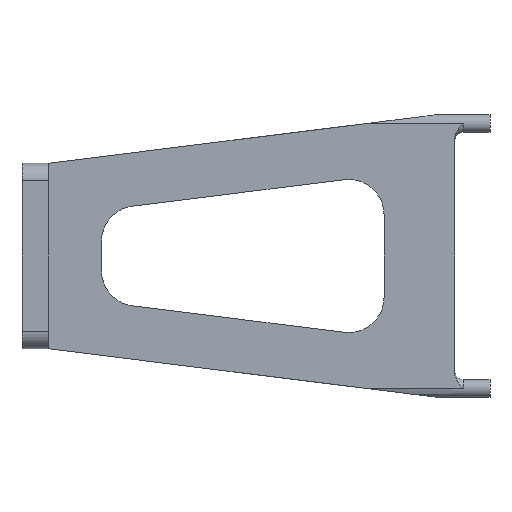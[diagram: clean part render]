
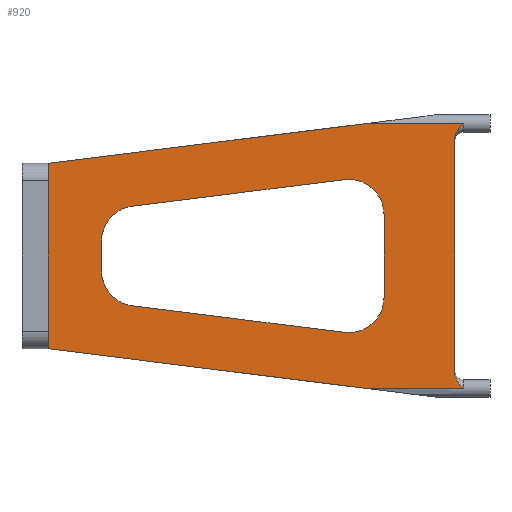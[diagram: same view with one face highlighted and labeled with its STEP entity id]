
A CAD part, left-side view. The second image highlights one B-rep face of the part: STEP entity #920.
In plain terms, the highlighted planar face has unit normal (-1, 0, 0).
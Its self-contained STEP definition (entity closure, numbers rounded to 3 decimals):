
#30=FACE_BOUND('',#320,.T.);
#38=PLANE('',#1001);
#67=LINE('',#1394,#156);
#74=LINE('',#1442,#163);
#77=LINE('',#1447,#166);
#78=LINE('',#1449,#167);
#79=LINE('',#1451,#168);
#80=LINE('',#1453,#169);
#81=LINE('',#1455,#170);
#82=LINE('',#1457,#171);
#83=LINE('',#1459,#172);
#84=LINE('',#1460,#173);
#85=LINE('',#1463,#174);
#86=LINE('',#1467,#175);
#87=LINE('',#1471,#176);
#88=LINE('',#1475,#177);
#156=VECTOR('',#1100,10.);
#163=VECTOR('',#1137,10.);
#166=VECTOR('',#1142,10.);
#167=VECTOR('',#1143,10.);
#168=VECTOR('',#1144,10.);
#169=VECTOR('',#1145,10.);
#170=VECTOR('',#1146,10.);
#171=VECTOR('',#1147,10.);
#172=VECTOR('',#1148,10.);
#173=VECTOR('',#1149,10.);
#174=VECTOR('',#1150,10.);
#175=VECTOR('',#1153,10.);
#176=VECTOR('',#1156,10.);
#177=VECTOR('',#1159,10.);
#268=FACE_OUTER_BOUND('',#319,.T.);
#319=EDGE_LOOP('',(#675,#676,#677,#678,#679,#680,#681,#682,#683,#684,#685,
#686));
#320=EDGE_LOOP('',(#687,#688,#689,#690,#691,#692,#693,#694));
#364=B_SPLINE_CURVE_WITH_KNOTS('',3,(#1377,#1378,#1379,#1380,#1381,#1382),
 .UNSPECIFIED.,.F.,.F.,(4,2,4),(0.506,0.582,0.7),
 .UNSPECIFIED.);
#365=B_SPLINE_CURVE_WITH_KNOTS('',3,(#1402,#1403,#1404,#1405,#1406,#1407),
 .UNSPECIFIED.,.F.,.F.,(4,2,4),(0.,0.118,0.194),
 .UNSPECIFIED.);
#382=CIRCLE('',#1002,4.);
#383=CIRCLE('',#1003,4.);
#384=CIRCLE('',#1004,4.);
#385=CIRCLE('',#1005,4.);
#405=VERTEX_POINT('',#1375);
#406=VERTEX_POINT('',#1376);
#410=VERTEX_POINT('',#1392);
#413=VERTEX_POINT('',#1400);
#423=VERTEX_POINT('',#1439);
#424=VERTEX_POINT('',#1441);
#426=VERTEX_POINT('',#1448);
#427=VERTEX_POINT('',#1450);
#428=VERTEX_POINT('',#1452);
#429=VERTEX_POINT('',#1454);
#430=VERTEX_POINT('',#1456);
#431=VERTEX_POINT('',#1458);
#432=VERTEX_POINT('',#1461);
#433=VERTEX_POINT('',#1462);
#434=VERTEX_POINT('',#1464);
#435=VERTEX_POINT('',#1466);
#436=VERTEX_POINT('',#1468);
#437=VERTEX_POINT('',#1470);
#438=VERTEX_POINT('',#1472);
#439=VERTEX_POINT('',#1474);
#496=EDGE_CURVE('',#405,#406,#364,.T.);
#503=EDGE_CURVE('',#405,#410,#67,.T.);
#507=EDGE_CURVE('',#413,#410,#365,.T.);
#521=EDGE_CURVE('',#424,#423,#74,.T.);
#524=EDGE_CURVE('',#406,#423,#77,.T.);
#525=EDGE_CURVE('',#426,#413,#78,.T.);
#526=EDGE_CURVE('',#426,#427,#79,.T.);
#527=EDGE_CURVE('',#428,#427,#80,.T.);
#528=EDGE_CURVE('',#429,#428,#81,.T.);
#529=EDGE_CURVE('',#430,#429,#82,.T.);
#530=EDGE_CURVE('',#430,#431,#83,.T.);
#531=EDGE_CURVE('',#424,#431,#84,.T.);
#532=EDGE_CURVE('',#432,#433,#85,.T.);
#533=EDGE_CURVE('',#434,#433,#382,.T.);
#534=EDGE_CURVE('',#434,#435,#86,.T.);
#535=EDGE_CURVE('',#436,#435,#383,.T.);
#536=EDGE_CURVE('',#436,#437,#87,.T.);
#537=EDGE_CURVE('',#438,#437,#384,.T.);
#538=EDGE_CURVE('',#438,#439,#88,.T.);
#539=EDGE_CURVE('',#432,#439,#385,.T.);
#675=ORIENTED_EDGE('',*,*,#524,.F.);
#676=ORIENTED_EDGE('',*,*,#496,.F.);
#677=ORIENTED_EDGE('',*,*,#503,.T.);
#678=ORIENTED_EDGE('',*,*,#507,.F.);
#679=ORIENTED_EDGE('',*,*,#525,.F.);
#680=ORIENTED_EDGE('',*,*,#526,.T.);
#681=ORIENTED_EDGE('',*,*,#527,.F.);
#682=ORIENTED_EDGE('',*,*,#528,.F.);
#683=ORIENTED_EDGE('',*,*,#529,.F.);
#684=ORIENTED_EDGE('',*,*,#530,.T.);
#685=ORIENTED_EDGE('',*,*,#531,.F.);
#686=ORIENTED_EDGE('',*,*,#521,.T.);
#687=ORIENTED_EDGE('',*,*,#532,.T.);
#688=ORIENTED_EDGE('',*,*,#533,.F.);
#689=ORIENTED_EDGE('',*,*,#534,.T.);
#690=ORIENTED_EDGE('',*,*,#535,.F.);
#691=ORIENTED_EDGE('',*,*,#536,.T.);
#692=ORIENTED_EDGE('',*,*,#537,.F.);
#693=ORIENTED_EDGE('',*,*,#538,.T.);
#694=ORIENTED_EDGE('',*,*,#539,.F.);
#920=ADVANCED_FACE('',(#268,#30),#38,.T.);
#1001=AXIS2_PLACEMENT_3D('',#1446,#1140,#1141);
#1002=AXIS2_PLACEMENT_3D('',#1465,#1151,#1152);
#1003=AXIS2_PLACEMENT_3D('',#1469,#1154,#1155);
#1004=AXIS2_PLACEMENT_3D('',#1473,#1157,#1158);
#1005=AXIS2_PLACEMENT_3D('',#1476,#1160,#1161);
#1100=DIRECTION('',(0.,0.,1.));
#1137=DIRECTION('',(0.,-0.992,-0.124));
#1140=DIRECTION('center_axis',(-1.,0.,0.));
#1141=DIRECTION('ref_axis',(0.,-1.,0.));
#1142=DIRECTION('',(0.,1.,0.));
#1143=DIRECTION('',(0.,-1.,0.));
#1144=DIRECTION('',(0.,0.992,-0.124));
#1145=DIRECTION('',(0.,0.,1.));
#1146=DIRECTION('',(0.,-1.,0.));
#1147=DIRECTION('',(0.,0.,1.));
#1148=DIRECTION('',(0.,-1.,0.));
#1149=DIRECTION('',(0.,0.,1.));
#1150=DIRECTION('',(0.,0.,1.));
#1151=DIRECTION('center_axis',(-1.,0.,0.));
#1152=DIRECTION('ref_axis',(0.,0.75,0.662));
#1153=DIRECTION('',(0.,-0.992,0.124));
#1154=DIRECTION('center_axis',(-1.,0.,0.));
#1155=DIRECTION('ref_axis',(0.,-0.662,0.75));
#1156=DIRECTION('',(0.,0.,-1.));
#1157=DIRECTION('center_axis',(-1.,0.,0.));
#1158=DIRECTION('ref_axis',(0.,-0.662,-0.75));
#1159=DIRECTION('',(0.,0.992,0.124));
#1160=DIRECTION('center_axis',(-1.,0.,0.));
#1161=DIRECTION('ref_axis',(0.,0.75,-0.662));
#1375=CARTESIAN_POINT('',(0.,0.,-13.268));
#1376=CARTESIAN_POINT('',(0.,-1.,-15.));
#1377=CARTESIAN_POINT('Ctrl Pts',(0.,0.,-13.268));
#1378=CARTESIAN_POINT('Ctrl Pts',(0.,0.,-13.523));
#1379=CARTESIAN_POINT('Ctrl Pts',(0.,-0.09,-13.815));
#1380=CARTESIAN_POINT('Ctrl Pts',(0.,-0.396,-14.385));
#1381=CARTESIAN_POINT('Ctrl Pts',(0.,-0.723,-14.723));
#1382=CARTESIAN_POINT('Ctrl Pts',(0.,-1.,-15.));
#1392=CARTESIAN_POINT('',(0.,0.,13.268));
#1394=CARTESIAN_POINT('',(0.,0.,0.));
#1400=CARTESIAN_POINT('',(0.,-1.,15.));
#1402=CARTESIAN_POINT('Ctrl Pts',(0.,-1.,15.));
#1403=CARTESIAN_POINT('Ctrl Pts',(0.,-0.723,14.723));
#1404=CARTESIAN_POINT('Ctrl Pts',(0.,-0.396,14.385));
#1405=CARTESIAN_POINT('Ctrl Pts',(0.,-0.09,13.815));
#1406=CARTESIAN_POINT('Ctrl Pts',(0.,0.,13.523));
#1407=CARTESIAN_POINT('Ctrl Pts',(0.,0.,13.268));
#1439=CARTESIAN_POINT('',(0.,10.,-15.));
#1441=CARTESIAN_POINT('',(0.,46.,-10.5));
#1442=CARTESIAN_POINT('',(0.,46.646,-10.419));
#1446=CARTESIAN_POINT('Origin',(0.,46.,0.));
#1447=CARTESIAN_POINT('',(0.,35.25,-15.));
#1448=CARTESIAN_POINT('',(0.,10.,15.));
#1449=CARTESIAN_POINT('',(0.,35.25,15.));
#1450=CARTESIAN_POINT('',(0.,46.,10.5));
#1451=CARTESIAN_POINT('',(0.,24.646,13.169));
#1452=CARTESIAN_POINT('',(0.,46.,6.5));
#1453=CARTESIAN_POINT('',(0.,46.,0.));
#1454=CARTESIAN_POINT('',(0.,49.,6.5));
#1455=CARTESIAN_POINT('',(0.,49.,6.5));
#1456=CARTESIAN_POINT('',(0.,49.,-6.5));
#1457=CARTESIAN_POINT('',(0.,49.,-3.25));
#1458=CARTESIAN_POINT('',(0.,46.,-6.5));
#1459=CARTESIAN_POINT('',(0.,49.,-6.5));
#1460=CARTESIAN_POINT('',(0.,46.,0.));
#1461=CARTESIAN_POINT('',(0.,40.,-1.672));
#1462=CARTESIAN_POINT('',(0.,40.,1.672));
#1463=CARTESIAN_POINT('',(0.,40.,-2.602));
#1464=CARTESIAN_POINT('',(0.,36.496,5.641));
#1465=CARTESIAN_POINT('Origin',(0.,36.,1.672));
#1466=CARTESIAN_POINT('',(0.,12.496,8.641));
#1467=CARTESIAN_POINT('',(0.,43.274,4.794));
#1468=CARTESIAN_POINT('',(0.,8.,4.672));
#1469=CARTESIAN_POINT('Origin',(0.,12.,4.672));
#1470=CARTESIAN_POINT('',(0.,8.,-4.672));
#1471=CARTESIAN_POINT('',(0.,8.,4.602));
#1472=CARTESIAN_POINT('',(0.,12.496,-8.641));
#1473=CARTESIAN_POINT('Origin',(0.,12.,-4.672));
#1474=CARTESIAN_POINT('',(0.,36.496,-5.641));
#1475=CARTESIAN_POINT('',(0.,27.274,-6.794));
#1476=CARTESIAN_POINT('Origin',(0.,36.,-1.672));
